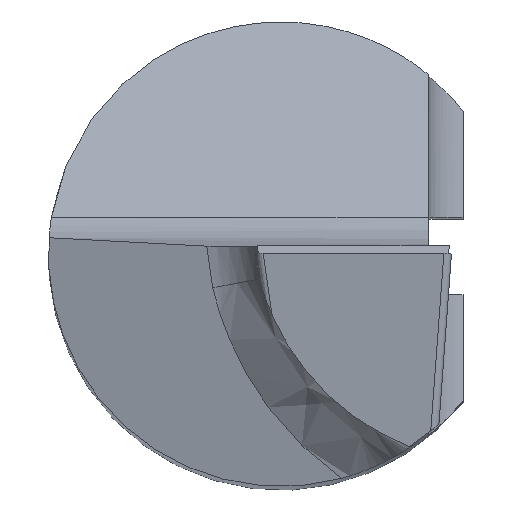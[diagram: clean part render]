
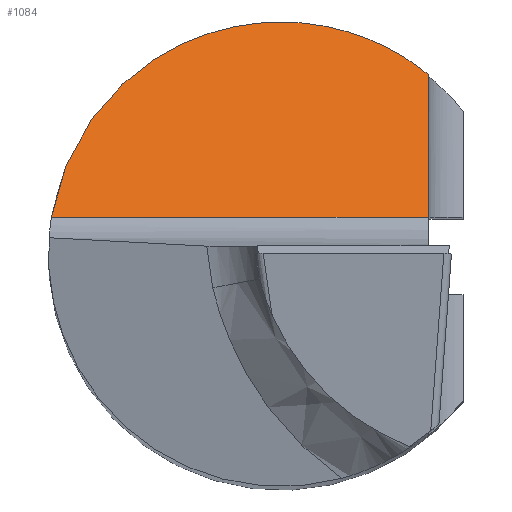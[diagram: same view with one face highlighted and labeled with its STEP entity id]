
A CAD part, top view. The second image highlights one B-rep face of the part: STEP entity #1084.
In plain terms, the highlighted planar face has unit normal (0, 0.766, 0.643).
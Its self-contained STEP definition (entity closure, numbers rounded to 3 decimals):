
#1 = ORIENTED_EDGE ( 'NONE', *, *, #369, .F. ) ;
#43 = FACE_OUTER_BOUND ( 'NONE', #992, .T. ) ;
#59 = DIRECTION ( 'NONE',  ( 0., -0.766, -0.643 ) ) ;
#91 = LINE ( 'NONE', #182, #599 ) ;
#179 = VERTEX_POINT ( 'NONE', #1110 ) ;
#182 = CARTESIAN_POINT ( 'NONE',  ( 1.9, 5.445, 22.086 ) ) ;
#222 = CARTESIAN_POINT ( 'NONE',  ( -0.116, 3.971, 23.843 ) ) ;
#237 = VERTEX_POINT ( 'NONE', #272 ) ;
#239 = DIRECTION ( 'NONE',  ( 1., 0., 0. ) ) ;
#271 = CARTESIAN_POINT ( 'NONE',  ( -2.962, 0.474, 28.01 ) ) ;
#272 = CARTESIAN_POINT ( 'NONE',  ( 1.9, 2.322, 25.808 ) ) ;
#295 = CARTESIAN_POINT ( 'NONE',  ( -2.55, 3.046, 24.945 ) ) ;
#369 = EDGE_CURVE ( 'NONE', #612, #237, #595, .T. ) ;
#382 = ORIENTED_EDGE ( 'NONE', *, *, #551, .T. ) ;
#426 = CARTESIAN_POINT ( 'NONE',  ( -3., 0.474, 28.01 ) ) ;
#551 = EDGE_CURVE ( 'NONE', #612, #179, #837, .T. ) ;
#556 = CARTESIAN_POINT ( 'NONE',  ( -2.962, 0.474, 28.01 ) ) ;
#595 =( BOUNDED_CURVE ( )  B_SPLINE_CURVE ( 3, ( #556, #295, #222, #908 ),
 .UNSPECIFIED., .F., .T. ) 
 B_SPLINE_CURVE_WITH_KNOTS ( ( 4, 4 ),
 ( 4.871, 6.969 ),
 .UNSPECIFIED. ) 
 CURVE ( )  GEOMETRIC_REPRESENTATION_ITEM ( )  RATIONAL_B_SPLINE_CURVE ( ( 1., 0.666, 0.666, 1. ) ) 
 REPRESENTATION_ITEM ( '' )  );
#599 = VECTOR ( 'NONE', #956, 1000. ) ;
#612 = VERTEX_POINT ( 'NONE', #271 ) ;
#723 = PLANE ( 'NONE',  #1115 ) ;
#837 = LINE ( 'NONE', #1094, #985 ) ;
#908 = CARTESIAN_POINT ( 'NONE',  ( 1.9, 2.322, 25.808 ) ) ;
#927 = ORIENTED_EDGE ( 'NONE', *, *, #1163, .F. ) ;
#956 = DIRECTION ( 'NONE',  ( 0., -0.643, 0.766 ) ) ;
#985 = VECTOR ( 'NONE', #239, 1000. ) ;
#992 = EDGE_LOOP ( 'NONE', ( #382, #927, #1 ) ) ;
#1084 = ADVANCED_FACE ( 'NONE', ( #43 ), #723, .F. ) ;
#1094 = CARTESIAN_POINT ( 'NONE',  ( -3., 0.474, 28.01 ) ) ;
#1110 = CARTESIAN_POINT ( 'NONE',  ( 1.9, 0.474, 28.01 ) ) ;
#1115 = AXIS2_PLACEMENT_3D ( 'NONE', #426, #59, #1182 ) ;
#1163 = EDGE_CURVE ( 'NONE', #237, #179, #91, .T. ) ;
#1182 = DIRECTION ( 'NONE',  ( 0., 0.643, -0.766 ) ) ;
